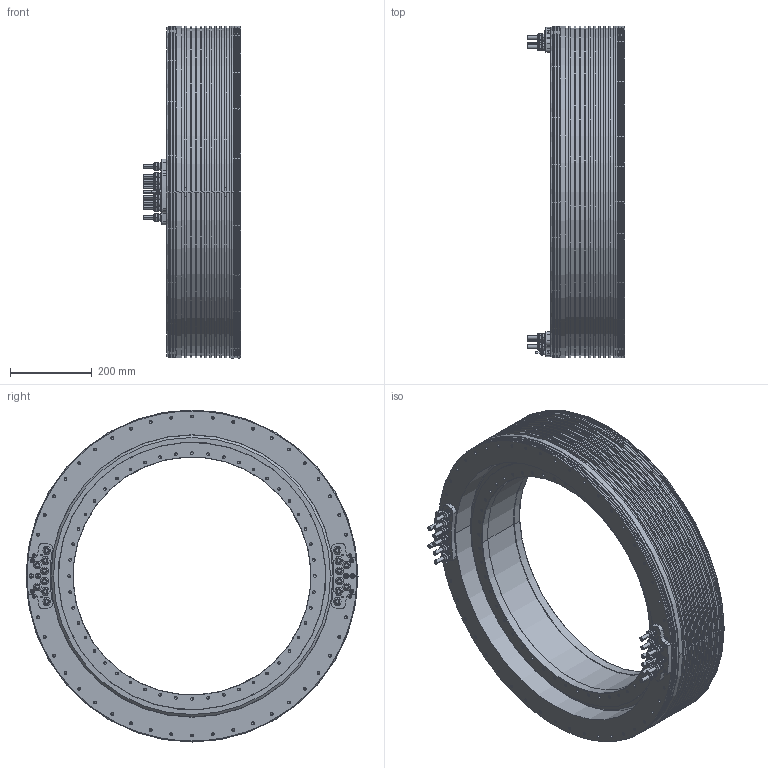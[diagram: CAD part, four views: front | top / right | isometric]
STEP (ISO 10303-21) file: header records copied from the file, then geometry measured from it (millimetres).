
FILE_DESCRIPTION((''),'2;1');
FILE_NAME('MOTEUR_TMK0761-100-3UXN_ASM','2012-12-14T',('CH52035'),(''),'PRO/ENGINEER BY PARAMETRIC TECHNOLOGY CORPORATION, 2011410','PRO/ENGINEER BY PARAMETRIC TECHNOLOGY CORPORATION, 2011410','');
FILE_SCHEMA(('CONFIG_CONTROL_DESIGN','SHAPE_APPEARANCE_LAYERS_GROUPS'));
Length unit declared in the file: millimetre
Products named in the file (3): STATOR_TMK0761-100-3UXN; ROTOR_TMK0761-100; MOTEUR_TMK0761-100-3UXN_ASM
Assembly tree (2 placements, depth 2):
  MOTEUR_TMK0761-100-3UXN_ASM
    STATOR_TMK0761-100-3UXN
    ROTOR_TMK0761-100
Bounding box: 237.2 x 810 x 810 mm (x, y, z)
Volume: 38611820.2 mm3; surface area: 2395474.3 mm2
Topology: 2 solids, 50 shells, 2507 faces, 6052 edges, 3572 vertices
Faces by surface type: plane 948, cylinder 943, cone 528, torus 84, sphere 4
Entity records: 71934 total; most frequent: DIRECTION 13320, CARTESIAN_POINT 11887, ORIENTED_EDGE 11304, EDGE_CURVE 5652, AXIS2_PLACEMENT_3D 5184, VERTEX_POINT 3572, VECTOR 2952, LINE 2952
